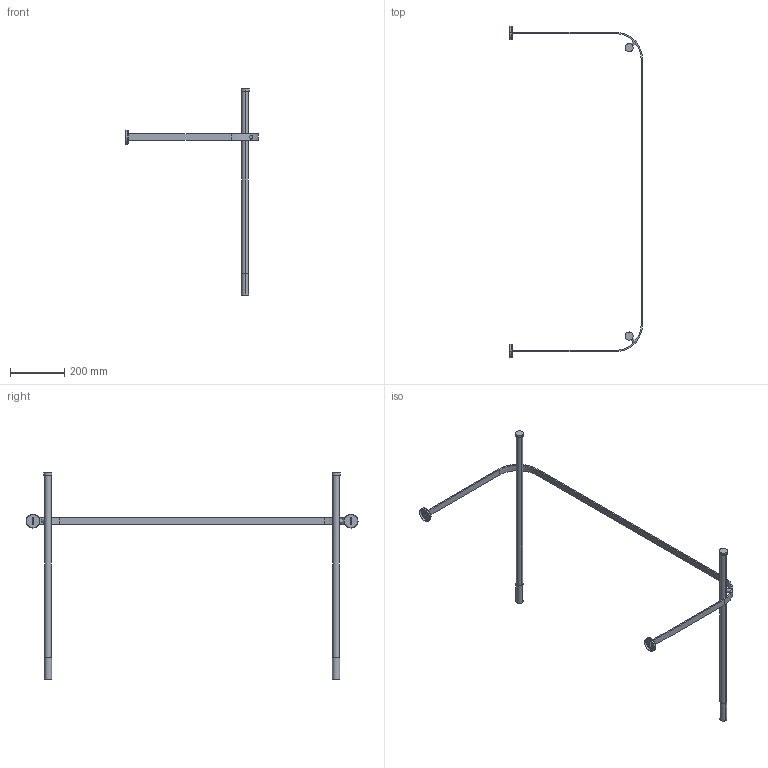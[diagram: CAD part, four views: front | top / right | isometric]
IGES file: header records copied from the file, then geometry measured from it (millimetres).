
Global section: file name: No Iges File Name specified; native system: Autodesk Inventor 2011; preprocessor: AutoDesk Inventor Iges Exporter R2011; author: Administrator; date: 20141121.133532; units: millimetre
Bounding box: 490.51 x 1224.49 x 760 mm (x, y, z)
Volume: 1036465.8 mm3; surface area: 266489.9 mm2
Topology: 7 solids, 7 shells, 82 faces, 172 edges, 112 vertices
Faces by surface type: plane 46, cylinder 22, revolution 10, torus 4
